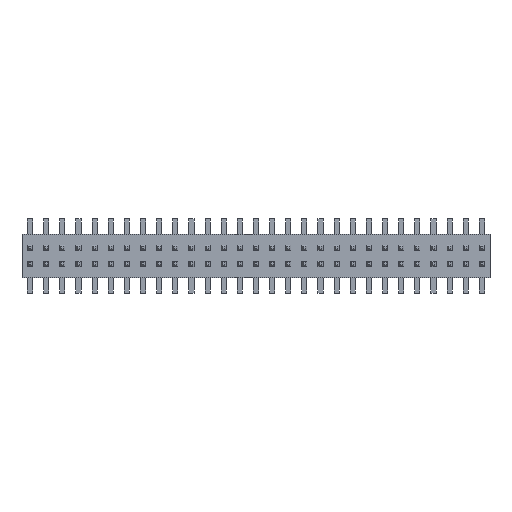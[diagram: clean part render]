
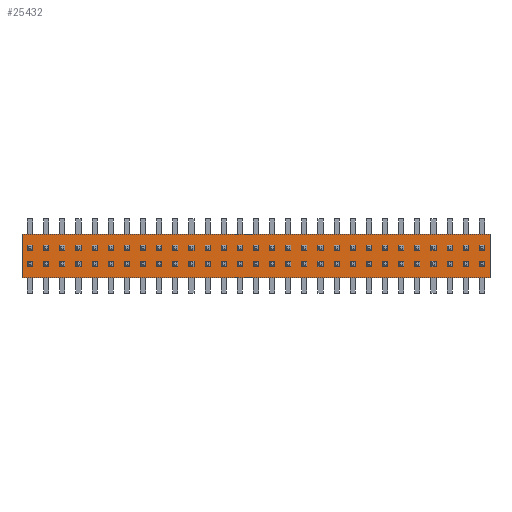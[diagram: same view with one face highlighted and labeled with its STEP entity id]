
A CAD part, top view. The second image highlights one B-rep face of the part: STEP entity #25432.
In plain terms, the highlighted face is planar.
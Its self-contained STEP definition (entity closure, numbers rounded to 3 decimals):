
#25300 = EDGE_CURVE('',#25301,#25303,#25305,.T.);
#25301 = VERTEX_POINT('',#25302);
#25302 = CARTESIAN_POINT('',(-18.415,1.753,-1.715));
#25303 = VERTEX_POINT('',#25304);
#25304 = CARTESIAN_POINT('',(-18.415,1.753,1.715));
#25305 = LINE('',#25306,#25307);
#25306 = CARTESIAN_POINT('',(-18.415,1.753,-1.715));
#25307 = VECTOR('',#25308,1.);
#25308 = DIRECTION('',(0.,0.,1.));
#25340 = EDGE_CURVE('',#25303,#25341,#25343,.T.);
#25341 = VERTEX_POINT('',#25342);
#25342 = CARTESIAN_POINT('',(18.415,1.753,1.715));
#25343 = LINE('',#25344,#25345);
#25344 = CARTESIAN_POINT('',(-18.415,1.753,1.715));
#25345 = VECTOR('',#25346,1.);
#25346 = DIRECTION('',(1.,0.,0.));
#25371 = EDGE_CURVE('',#25341,#25372,#25374,.T.);
#25372 = VERTEX_POINT('',#25373);
#25373 = CARTESIAN_POINT('',(18.415,1.753,-1.715));
#25374 = LINE('',#25375,#25376);
#25375 = CARTESIAN_POINT('',(18.415,1.753,1.715));
#25376 = VECTOR('',#25377,1.);
#25377 = DIRECTION('',(0.,0.,-1.));
#25402 = EDGE_CURVE('',#25372,#25301,#25403,.T.);
#25403 = LINE('',#25404,#25405);
#25404 = CARTESIAN_POINT('',(18.415,1.753,-1.715));
#25405 = VECTOR('',#25406,1.);
#25406 = DIRECTION('',(-1.,0.,0.));
#25432 = ADVANCED_FACE('',(#25433),#25439,.T.);
#25433 = FACE_BOUND('',#25434,.T.);
#25434 = EDGE_LOOP('',(#25435,#25436,#25437,#25438));
#25435 = ORIENTED_EDGE('',*,*,#25300,.T.);
#25436 = ORIENTED_EDGE('',*,*,#25340,.T.);
#25437 = ORIENTED_EDGE('',*,*,#25371,.T.);
#25438 = ORIENTED_EDGE('',*,*,#25402,.T.);
#25439 = PLANE('',#25440);
#25440 = AXIS2_PLACEMENT_3D('',#25441,#25442,#25443);
#25441 = CARTESIAN_POINT('',(0.,1.753,0.));
#25442 = DIRECTION('',(0.,1.,0.));
#25443 = DIRECTION('',(0.,-0.,1.));
